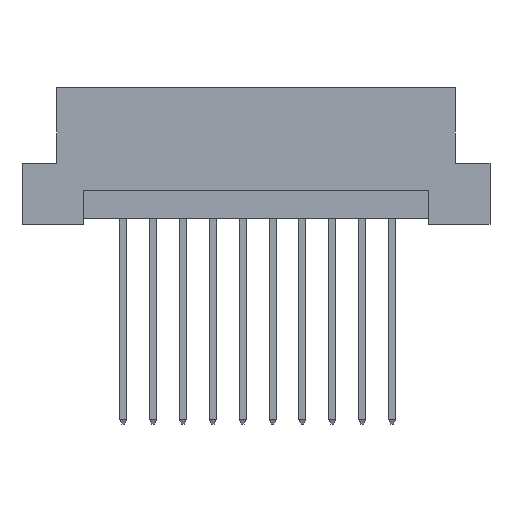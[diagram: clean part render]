
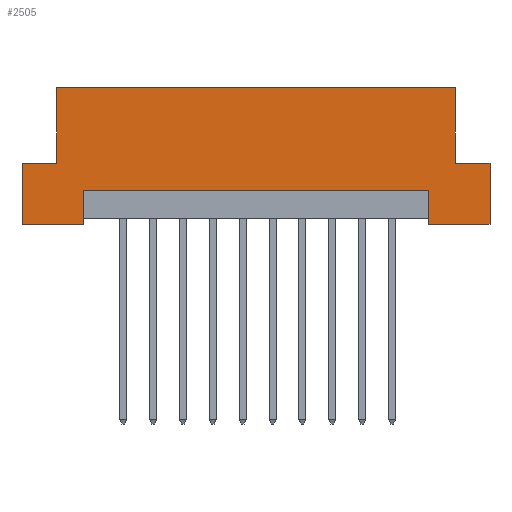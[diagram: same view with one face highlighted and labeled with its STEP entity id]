
A CAD part, front view. The second image highlights one B-rep face of the part: STEP entity #2505.
In plain terms, the highlighted planar face has unit normal (0, -1, 0).
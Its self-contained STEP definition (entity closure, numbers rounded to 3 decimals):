
#20 = CARTESIAN_POINT ( 'NONE',  ( 16.94, 0., 5.2 ) ) ;
#300 = CARTESIAN_POINT ( 'NONE',  ( -14.69, 0., 0.5 ) ) ;
#379 = LINE ( 'NONE', #1896, #769 ) ;
#390 = DIRECTION ( 'NONE',  ( 0., 1., 0. ) ) ;
#398 = ORIENTED_EDGE ( 'NONE', *, *, #1408, .T. ) ;
#491 = DIRECTION ( 'NONE',  ( 0., 0., 1. ) ) ;
#512 = DIRECTION ( 'NONE',  ( 0., 0., -1. ) ) ;
#563 = ORIENTED_EDGE ( 'NONE', *, *, #3901, .F. ) ;
#574 = EDGE_LOOP ( 'NONE', ( #563, #5764, #3804, #1474, #2143, #398, #6180, #6338, #4731, #2260, #2235, #1024 ) ) ;
#575 = CARTESIAN_POINT ( 'NONE',  ( 19.9, 0., 0. ) ) ;
#676 = EDGE_CURVE ( 'NONE', #6200, #6040, #4198, .T. ) ;
#687 = VERTEX_POINT ( 'NONE', #1637 ) ;
#726 = DIRECTION ( 'NONE',  ( 1., 0., 0. ) ) ;
#729 = DIRECTION ( 'NONE',  ( 0., 0., 1. ) ) ;
#757 = LINE ( 'NONE', #6418, #4497 ) ;
#769 = VECTOR ( 'NONE', #2032, 1000. ) ;
#770 = DIRECTION ( 'NONE',  ( 0., 0., -1. ) ) ;
#798 = CARTESIAN_POINT ( 'NONE',  ( -16.94, 0., 11.6 ) ) ;
#829 = CARTESIAN_POINT ( 'NONE',  ( -19.9, 0., 11.6 ) ) ;
#851 = VECTOR ( 'NONE', #729, 1000. ) ;
#969 = LINE ( 'NONE', #829, #5439 ) ;
#1021 = VERTEX_POINT ( 'NONE', #2718 ) ;
#1024 = ORIENTED_EDGE ( 'NONE', *, *, #3338, .F. ) ;
#1075 = EDGE_CURVE ( 'NONE', #5943, #5263, #1632, .T. ) ;
#1090 = CARTESIAN_POINT ( 'NONE',  ( 16.94, 0., 11.6 ) ) ;
#1102 = CARTESIAN_POINT ( 'NONE',  ( -16.94, 0., 5.2 ) ) ;
#1126 = DIRECTION ( 'NONE',  ( -1., 0., 0. ) ) ;
#1283 = EDGE_CURVE ( 'NONE', #5965, #687, #2921, .T. ) ;
#1302 = LINE ( 'NONE', #300, #2686 ) ;
#1386 = DIRECTION ( 'NONE',  ( 1., 0., 0. ) ) ;
#1388 = VERTEX_POINT ( 'NONE', #575 ) ;
#1401 = VERTEX_POINT ( 'NONE', #3090 ) ;
#1408 = EDGE_CURVE ( 'NONE', #3914, #2760, #4664, .T. ) ;
#1472 = AXIS2_PLACEMENT_3D ( 'NONE', #5032, #390, #491 ) ;
#1474 = ORIENTED_EDGE ( 'NONE', *, *, #3196, .F. ) ;
#1516 = CARTESIAN_POINT ( 'NONE',  ( -19.9, 0., 5.2 ) ) ;
#1582 = LINE ( 'NONE', #5825, #6644 ) ;
#1618 = DIRECTION ( 'NONE',  ( -1., 0., 0. ) ) ;
#1632 = LINE ( 'NONE', #5770, #2040 ) ;
#1637 = CARTESIAN_POINT ( 'NONE',  ( 14.69, 0., 0. ) ) ;
#1715 = CARTESIAN_POINT ( 'NONE',  ( -14.69, 0., 2.9 ) ) ;
#1746 = LINE ( 'NONE', #6163, #851 ) ;
#1838 = EDGE_CURVE ( 'NONE', #5263, #1401, #1746, .T. ) ;
#1896 = CARTESIAN_POINT ( 'NONE',  ( 14.69, 0., 2.9 ) ) ;
#1939 = FACE_OUTER_BOUND ( 'NONE', #574, .T. ) ;
#2032 = DIRECTION ( 'NONE',  ( -1., 0., 0. ) ) ;
#2040 = VECTOR ( 'NONE', #1126, 1000. ) ;
#2041 = CARTESIAN_POINT ( 'NONE',  ( 14.69, 0., 0.5 ) ) ;
#2143 = ORIENTED_EDGE ( 'NONE', *, *, #6378, .F. ) ;
#2235 = ORIENTED_EDGE ( 'NONE', *, *, #1075, .F. ) ;
#2260 = ORIENTED_EDGE ( 'NONE', *, *, #1838, .F. ) ;
#2268 = CARTESIAN_POINT ( 'NONE',  ( -14.69, 0., 0. ) ) ;
#2505 = ADVANCED_FACE ( 'NONE', ( #1939 ), #4020, .F. ) ;
#2686 = VECTOR ( 'NONE', #770, 1000. ) ;
#2718 = CARTESIAN_POINT ( 'NONE',  ( 19.9, 0., 5.2 ) ) ;
#2760 = VERTEX_POINT ( 'NONE', #1090 ) ;
#2896 = DIRECTION ( 'NONE',  ( 1., 0., 0. ) ) ;
#2921 = LINE ( 'NONE', #2041, #3777 ) ;
#3090 = CARTESIAN_POINT ( 'NONE',  ( -19.9, 0., 5.2 ) ) ;
#3189 = DIRECTION ( 'NONE',  ( 0., 0., 1. ) ) ;
#3196 = EDGE_CURVE ( 'NONE', #1021, #1388, #4652, .T. ) ;
#3338 = EDGE_CURVE ( 'NONE', #4626, #5943, #1302, .T. ) ;
#3541 = DIRECTION ( 'NONE',  ( 0., 0., -1. ) ) ;
#3569 = LINE ( 'NONE', #1516, #3981 ) ;
#3586 = CARTESIAN_POINT ( 'NONE',  ( -16.94, 0., 5.2 ) ) ;
#3777 = VECTOR ( 'NONE', #3541, 1000. ) ;
#3797 = CARTESIAN_POINT ( 'NONE',  ( 14.69, 0., 2.9 ) ) ;
#3804 = ORIENTED_EDGE ( 'NONE', *, *, #5313, .F. ) ;
#3901 = EDGE_CURVE ( 'NONE', #5965, #4626, #379, .T. ) ;
#3914 = VERTEX_POINT ( 'NONE', #4108 ) ;
#3981 = VECTOR ( 'NONE', #1386, 1000. ) ;
#4020 = PLANE ( 'NONE',  #1472 ) ;
#4108 = CARTESIAN_POINT ( 'NONE',  ( 16.94, 0., 5.2 ) ) ;
#4198 = LINE ( 'NONE', #1102, #5296 ) ;
#4425 = VECTOR ( 'NONE', #512, 1000. ) ;
#4497 = VECTOR ( 'NONE', #726, 1000. ) ;
#4626 = VERTEX_POINT ( 'NONE', #1715 ) ;
#4652 = LINE ( 'NONE', #5686, #4425 ) ;
#4664 = LINE ( 'NONE', #20, #6370 ) ;
#4703 = EDGE_CURVE ( 'NONE', #6040, #2760, #969, .T. ) ;
#4731 = ORIENTED_EDGE ( 'NONE', *, *, #5266, .F. ) ;
#5032 = CARTESIAN_POINT ( 'NONE',  ( -19.9, 0., 11.6 ) ) ;
#5263 = VERTEX_POINT ( 'NONE', #6133 ) ;
#5266 = EDGE_CURVE ( 'NONE', #1401, #6200, #3569, .T. ) ;
#5296 = VECTOR ( 'NONE', #6286, 1000. ) ;
#5313 = EDGE_CURVE ( 'NONE', #1388, #687, #1582, .T. ) ;
#5439 = VECTOR ( 'NONE', #2896, 1000. ) ;
#5686 = CARTESIAN_POINT ( 'NONE',  ( 19.9, 0., 0. ) ) ;
#5764 = ORIENTED_EDGE ( 'NONE', *, *, #1283, .T. ) ;
#5770 = CARTESIAN_POINT ( 'NONE',  ( -19.9, 0., 0. ) ) ;
#5825 = CARTESIAN_POINT ( 'NONE',  ( -19.9, 0., 0. ) ) ;
#5943 = VERTEX_POINT ( 'NONE', #2268 ) ;
#5965 = VERTEX_POINT ( 'NONE', #3797 ) ;
#6040 = VERTEX_POINT ( 'NONE', #798 ) ;
#6133 = CARTESIAN_POINT ( 'NONE',  ( -19.9, 0., 0. ) ) ;
#6163 = CARTESIAN_POINT ( 'NONE',  ( -19.9, 0., 0. ) ) ;
#6180 = ORIENTED_EDGE ( 'NONE', *, *, #4703, .F. ) ;
#6200 = VERTEX_POINT ( 'NONE', #3586 ) ;
#6286 = DIRECTION ( 'NONE',  ( 0., 0., 1. ) ) ;
#6338 = ORIENTED_EDGE ( 'NONE', *, *, #676, .F. ) ;
#6370 = VECTOR ( 'NONE', #3189, 1000. ) ;
#6378 = EDGE_CURVE ( 'NONE', #3914, #1021, #757, .T. ) ;
#6418 = CARTESIAN_POINT ( 'NONE',  ( 19.9, 0., 5.2 ) ) ;
#6644 = VECTOR ( 'NONE', #1618, 1000. ) ;
